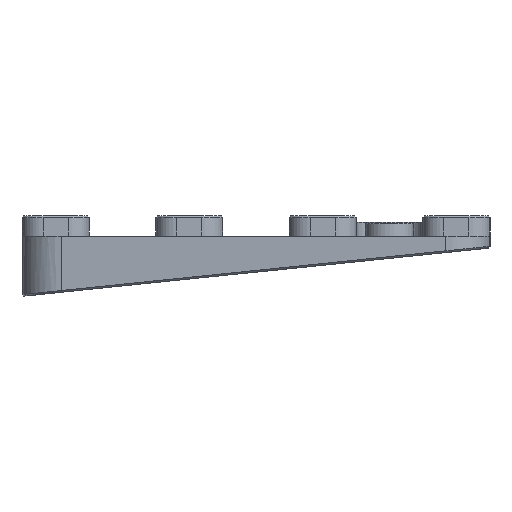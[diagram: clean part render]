
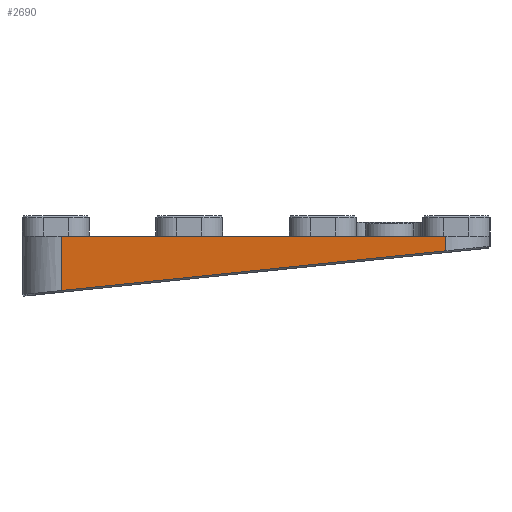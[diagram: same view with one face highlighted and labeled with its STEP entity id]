
A CAD part, left-side view. The second image highlights one B-rep face of the part: STEP entity #2690.
In plain terms, the highlighted planar face has unit normal (-0.998, 0.056, 0).
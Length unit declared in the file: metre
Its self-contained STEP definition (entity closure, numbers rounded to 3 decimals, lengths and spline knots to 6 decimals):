
#184=LINE('',#4207,#420);
#236=LINE('',#4353,#472);
#237=LINE('',#4375,#473);
#238=LINE('',#4377,#474);
#420=VECTOR('',#3278,1.);
#472=VECTOR('',#3356,1.);
#473=VECTOR('',#3359,1.);
#474=VECTOR('',#3360,1.);
#777=ORIENTED_EDGE('',*,*,#1533,.F.);
#778=ORIENTED_EDGE('',*,*,#1534,.T.);
#779=ORIENTED_EDGE('',*,*,#1531,.T.);
#780=ORIENTED_EDGE('',*,*,#1470,.F.);
#1470=EDGE_CURVE('',#1856,#1857,#184,.T.);
#1531=EDGE_CURVE('',#1903,#1857,#236,.T.);
#1533=EDGE_CURVE('',#1904,#1856,#237,.T.);
#1534=EDGE_CURVE('',#1904,#1903,#238,.T.);
#1856=VERTEX_POINT('',#4206);
#1857=VERTEX_POINT('',#4208);
#1903=VERTEX_POINT('',#4354);
#1904=VERTEX_POINT('',#4376);
#2199=EDGE_LOOP('',(#777,#778,#779,#780));
#2407=FACE_BOUND('',#2199,.T.);
#2616=PLANE('',#2922);
#2690=ADVANCED_FACE('',(#2407),#2616,.T.);
#2922=AXIS2_PLACEMENT_3D('',#4374,#3357,#3358);
#3278=DIRECTION('',(-0.056,-0.998,0.));
#3356=DIRECTION('',(0.,0.,1.));
#3357=DIRECTION('',(-0.998,0.056,0.));
#3358=DIRECTION('',(-0.056,-0.998,0.));
#3359=DIRECTION('',(0.,0.,1.));
#3360=DIRECTION('',(-0.056,-0.993,0.103));
#4206=CARTESIAN_POINT('',(-0.010601,0.001344,-0.02));
#4207=CARTESIAN_POINT('',(-0.012137,-0.026053,-0.02));
#4208=CARTESIAN_POINT('',(-0.013673,-0.05345,-0.02));
#4353=CARTESIAN_POINT('',(-0.013673,-0.05345,-0.028587));
#4354=CARTESIAN_POINT('',(-0.013673,-0.05345,-0.022089));
#4374=CARTESIAN_POINT('',(-0.012137,-0.026053,-0.028587));
#4375=CARTESIAN_POINT('',(-0.010601,0.001344,-0.028587));
#4376=CARTESIAN_POINT('',(-0.010601,0.001344,-0.027751));
#4377=CARTESIAN_POINT('',(-0.012116,-0.025679,-0.024959));
